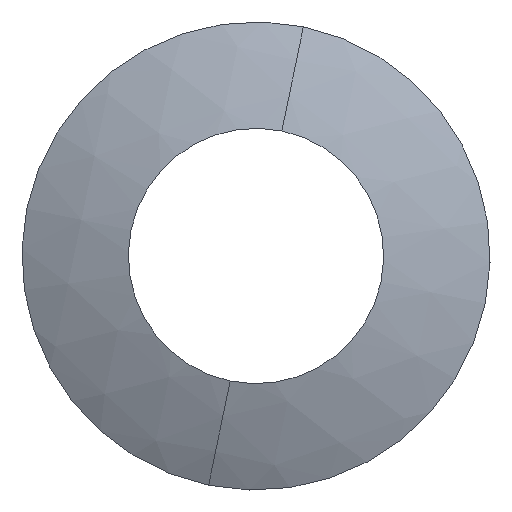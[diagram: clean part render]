
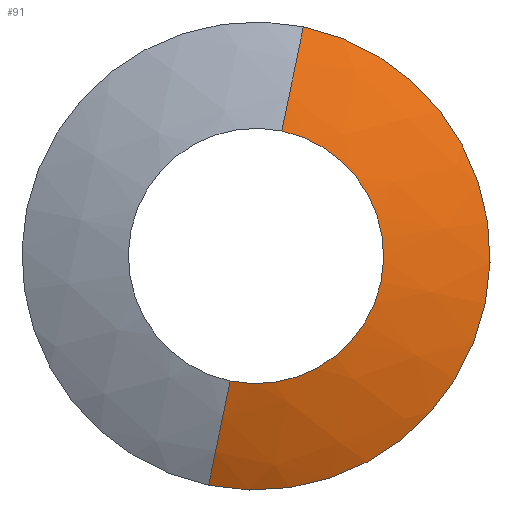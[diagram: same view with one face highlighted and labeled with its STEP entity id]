
A CAD part, front view. The second image highlights one B-rep face of the part: STEP entity #91.
In plain terms, the highlighted spherical face has radius 25 mm.
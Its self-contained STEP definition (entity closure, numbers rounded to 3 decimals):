
#12 = ORIENTED_EDGE ( 'NONE', *, *, #54, .F. ) ;
#17 = EDGE_CURVE ( 'NONE', #47, #94, #173, .T. ) ;
#19 = EDGE_CURVE ( 'NONE', #47, #89, #233, .T. ) ;
#47 = VERTEX_POINT ( 'NONE', #149 ) ;
#54 = EDGE_CURVE ( 'NONE', #94, #72, #190, .T. ) ;
#57 = EDGE_CURVE ( 'NONE', #90, #69, #146, .T. ) ;
#65 = EDGE_CURVE ( 'NONE', #89, #90, #181, .T. ) ;
#69 = VERTEX_POINT ( 'NONE', #303 ) ;
#71 = EDGE_LOOP ( 'NONE', ( #84, #95, #92, #12, #85, #101 ) ) ;
#72 = VERTEX_POINT ( 'NONE', #292 ) ;
#73 = EDGE_CURVE ( 'NONE', #72, #69, #289, .T. ) ;
#84 = ORIENTED_EDGE ( 'NONE', *, *, #65, .T. ) ;
#85 = ORIENTED_EDGE ( 'NONE', *, *, #17, .F. ) ;
#89 = VERTEX_POINT ( 'NONE', #283 ) ;
#90 = VERTEX_POINT ( 'NONE', #127 ) ;
#91 = ADVANCED_FACE ( 'NONE', ( #122 ), #284, .T. ) ;
#92 = ORIENTED_EDGE ( 'NONE', *, *, #73, .F. ) ;
#94 = VERTEX_POINT ( 'NONE', #142 ) ;
#95 = ORIENTED_EDGE ( 'NONE', *, *, #57, .T. ) ;
#101 = ORIENTED_EDGE ( 'NONE', *, *, #19, .T. ) ;
#122 = FACE_OUTER_BOUND ( 'NONE', #71, .T. ) ;
#123 = CARTESIAN_POINT ( 'NONE',  ( 0., 24.269, 0. ) ) ;
#124 = AXIS2_PLACEMENT_3D ( 'NONE', #123, #141, #278 ) ;
#127 = CARTESIAN_POINT ( 'NONE',  ( -11., 1.819, 0. ) ) ;
#141 = DIRECTION ( 'NONE',  ( 0., 0., 1. ) ) ;
#142 = CARTESIAN_POINT ( 'NONE',  ( 6., 0., 0. ) ) ;
#145 = AXIS2_PLACEMENT_3D ( 'NONE', #167, #184, #183 ) ;
#146 = CIRCLE ( 'NONE', #182, 25. ) ;
#149 = CARTESIAN_POINT ( 'NONE',  ( 11., 1.819, 0. ) ) ;
#167 = CARTESIAN_POINT ( 'NONE',  ( 0., 0., 0. ) ) ;
#173 = CIRCLE ( 'NONE', #219, 25. ) ;
#181 = CIRCLE ( 'NONE', #298, 11. ) ;
#182 = AXIS2_PLACEMENT_3D ( 'NONE', #313, #312, #311 ) ;
#183 = DIRECTION ( 'NONE',  ( 0., 0., -1. ) ) ;
#184 = DIRECTION ( 'NONE',  ( 0., -1., 0. ) ) ;
#190 = CIRCLE ( 'NONE', #145, 6. ) ;
#213 = DIRECTION ( 'NONE',  ( 0., 0., -1. ) ) ;
#216 = DIRECTION ( 'NONE',  ( 0., -1., 0. ) ) ;
#217 = DIRECTION ( 'NONE',  ( -1., 0., 0. ) ) ;
#218 = DIRECTION ( 'NONE',  ( 0., 0., -1. ) ) ;
#219 = AXIS2_PLACEMENT_3D ( 'NONE', #230, #218, #217 ) ;
#220 = CARTESIAN_POINT ( 'NONE',  ( 0., 1.819, 0. ) ) ;
#229 = AXIS2_PLACEMENT_3D ( 'NONE', #220, #216, #213 ) ;
#230 = CARTESIAN_POINT ( 'NONE',  ( 0., 24.269, 0. ) ) ;
#233 = CIRCLE ( 'NONE', #229, 11. ) ;
#278 = DIRECTION ( 'NONE',  ( 1., 0., 0. ) ) ;
#280 = DIRECTION ( 'NONE',  ( 0., 0., -1. ) ) ;
#281 = DIRECTION ( 'NONE',  ( 0., -1., 0. ) ) ;
#282 = AXIS2_PLACEMENT_3D ( 'NONE', #305, #281, #280 ) ;
#283 = CARTESIAN_POINT ( 'NONE',  ( 0., 1.819, 11. ) ) ;
#284 = SPHERICAL_SURFACE ( 'NONE', #124, 25. ) ;
#289 = CIRCLE ( 'NONE', #282, 6. ) ;
#292 = CARTESIAN_POINT ( 'NONE',  ( 0., 0., 6. ) ) ;
#293 = DIRECTION ( 'NONE',  ( 0., 0., -1. ) ) ;
#294 = DIRECTION ( 'NONE',  ( 0., -1., 0. ) ) ;
#298 = AXIS2_PLACEMENT_3D ( 'NONE', #302, #294, #293 ) ;
#302 = CARTESIAN_POINT ( 'NONE',  ( 0., 1.819, 0. ) ) ;
#303 = CARTESIAN_POINT ( 'NONE',  ( -6., 0., 0. ) ) ;
#305 = CARTESIAN_POINT ( 'NONE',  ( 0., 0., 0. ) ) ;
#311 = DIRECTION ( 'NONE',  ( 1., 0., 0. ) ) ;
#312 = DIRECTION ( 'NONE',  ( 0., 0., 1. ) ) ;
#313 = CARTESIAN_POINT ( 'NONE',  ( 0., 24.269, 0. ) ) ;
